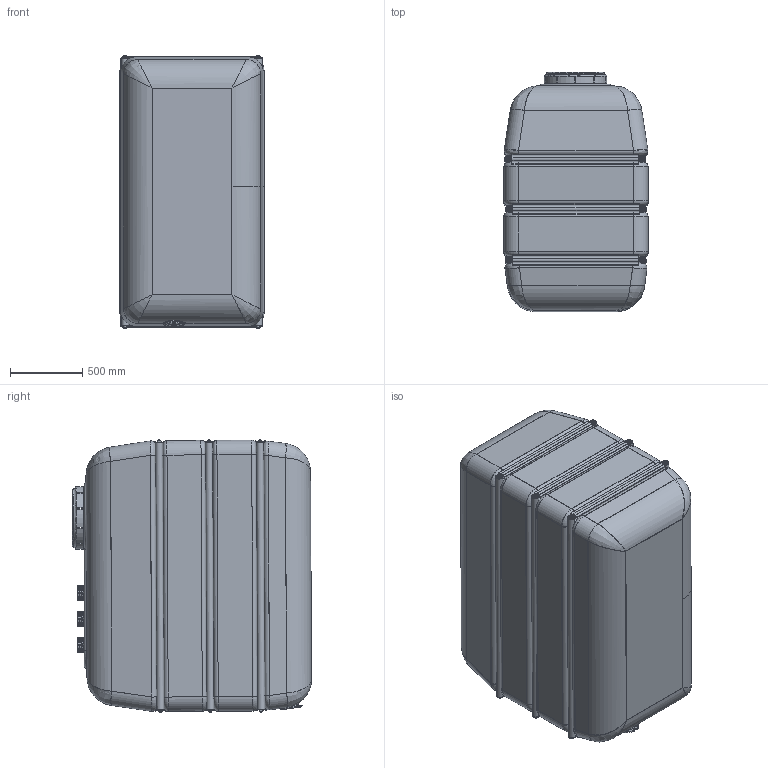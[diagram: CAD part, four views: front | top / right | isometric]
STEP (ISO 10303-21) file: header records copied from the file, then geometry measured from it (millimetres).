
FILE_DESCRIPTION((''),'2;1');
FILE_NAME('PE-DF2500.stp','2011-09-28T10:14:21',('cz'),(''),'Autodesk Inventor 2011','Autodesk Inventor 2011','');
FILE_SCHEMA(('AUTOMOTIVE_DESIGN { 1 0 10303 214 1 1 1 1 }'));
Length unit declared in the file: millimetre
Products named in the file (30): PE-DF2500; Skizze2500; Boden; Deckelaufbau1; Deckelaufbau PE25001; Lockragen DN401; Kragen für DN4001; Überwurfmutter1; DN4001; Bandage PE-DF2500; Querbandage; Kopfplatte für Längsbandage_MIR_CPY; Schraubverbindung; DIN 934 - ersetzt durch DIN EN 24032/28673/28674 M12; DIN 933 - ersetzt durch DIN EN 24017 M12  x 35; DIN 125-1 A A 13; Kopfplatte für Längsbandage_MIR_CPY2; Schraubverbindung1; Rohrø70;L=1550; Kopfplatte für Längsbandage_MIR_CPY3; Schraubverbindung11; Längsbandage1; Querbandage1; Kopfplatte für Längsbandage_MIR_CPY4; Schraubverbindung12; Kopfplatte für Längsbandage_MIR_CPY31; Schraubverbindung111; Querbandage2; PE-Flansch 2"; Deckel oben1
Assembly tree (47 placements, depth 4):
  PE-DF2500
    Skizze2500
    Boden
    Deckelaufbau1
      Deckelaufbau PE25001
      Lockragen DN401  x3
      Kragen für DN4001
      Überwurfmutter1  x3
      DN4001
    Bandage PE-DF2500  x3
      Querbandage
      Kopfplatte für Längsbandage_MIR_CPY
      Schraubverbindung
        DIN 934 - ersetzt durch DIN EN 24032/28673/28674 M12
        DIN 933 - ersetzt durch DIN EN 24017 M12  x 35
        DIN 125-1 A A 13
      Kopfplatte für Längsbandage_MIR_CPY2
      Schraubverbindung1
        DIN 934 - ersetzt durch DIN EN 24032/28673/28674 M12
        DIN 933 - ersetzt durch DIN EN 24017 M12  x 35
        DIN 125-1 A A 13
      Rohrø70;L=1550
      Kopfplatte für Längsbandage_MIR_CPY3
      Schraubverbindung11
        DIN 934 - ersetzt durch DIN EN 24032/28673/28674 M12
        DIN 933 - ersetzt durch DIN EN 24017 M12  x 35
        DIN 125-1 A A 13
      Längsbandage1
      Querbandage1
      Kopfplatte für Längsbandage_MIR_CPY4
      Schraubverbindung12
        DIN 934 - ersetzt durch DIN EN 24032/28673/28674 M12
        DIN 933 - ersetzt durch DIN EN 24017 M12  x 35
        DIN 125-1 A A 13
      Kopfplatte für Längsbandage_MIR_CPY31
      Schraubverbindung111
        DIN 934 - ersetzt durch DIN EN 24032/28673/28674 M12
        DIN 933 - ersetzt durch DIN EN 24017 M12  x 35
        DIN 125-1 A A 13
      Querbandage2
    PE-Flansch 2"
    Deckel oben1
Bounding box: 995.04 x 1650.15 x 1887.26 mm (x, y, z)
Volume: 52088923.5 mm3; surface area: 32160277.3 mm2
Topology: 85 solids, 86 shells, 1490 faces, 3336 edges, 2049 vertices
Faces by surface type: plane 715, cylinder 429, cone 181, torus 129, bspline 36
Full cylindrical faces by diameter (mm): 7 x8, 8 x8, 10 x15, 10.106 x15, 11.053 x15, 12 x15, 13 x15, 17.2 x15, 24 x15, 39.101 x15, 48 x7, 50 x6, 69.854 x1, 82.307 x3, 85 x3, 100 x3, 102.186 x1, 105 x3, 154.067 x1, 362.022 x1, 365.759 x1, 366.022 x1, 395.51 x1, 400 x1, 430 x1
Entity records: 23664 total; most frequent: CARTESIAN_POINT 6765, DIRECTION 3572, ORIENTED_EDGE 3036, EDGE_CURVE 1520, AXIS2_PLACEMENT_3D 1397, VERTEX_POINT 946, EDGE_LOOP 833, VECTOR 778
